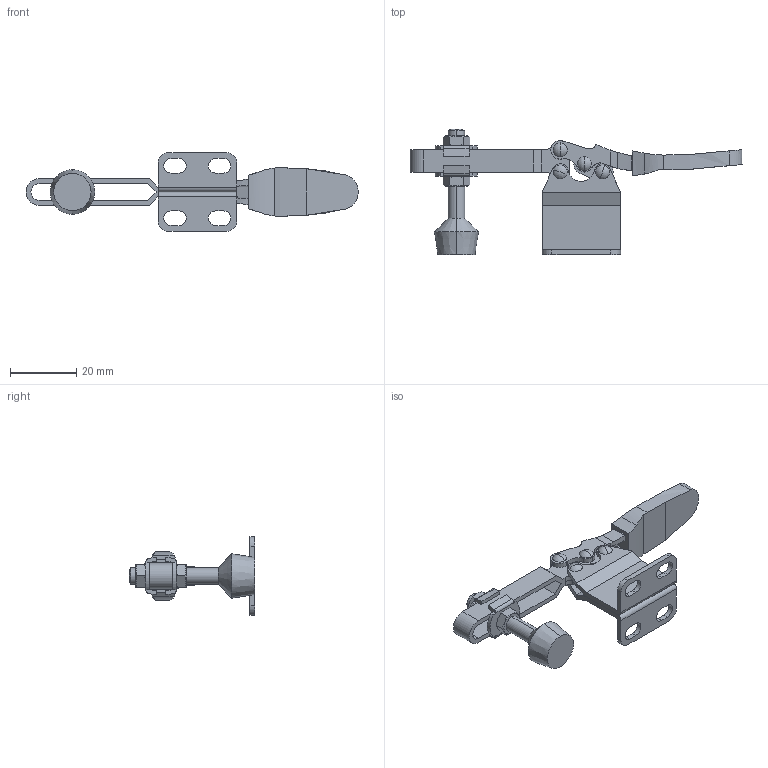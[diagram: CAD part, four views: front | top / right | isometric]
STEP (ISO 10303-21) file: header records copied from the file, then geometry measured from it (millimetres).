
FILE_DESCRIPTION (( 'STEP AP214' ), '1' );
FILE_NAME ('GH-201-H(Â²¤Æ).STEP', '2020-07-16T06:59:53', ( 'LinWei' ), ( '' ), 'SwSTEP 2.0', 'SolidWorks 2016', '' );
FILE_SCHEMA (( 'AUTOMOTIVE_DESIGN' ));
Length unit declared in the file: millimetre
Products named in the file (6): GH-201-H(簡化); 120105-1^GH-201-H(簡化); 101-2.508-1^GH-201-H(簡化); Group5^GH-201-H(簡化); Group3^GH-201-H(簡化); Group1^GH-201-H(簡化)
Assembly tree (5 placements, depth 2):
  GH-201-H(簡化)
    Group1^GH-201-H(簡化)
    Group3^GH-201-H(簡化)
    Group5^GH-201-H(簡化)
    101-2.508-1^GH-201-H(簡化)
    120105-1^GH-201-H(簡化)
Bounding box: 100.58 x 38.01 x 23.8 mm (x, y, z)
Volume: 8295.8 mm3; surface area: 8868.7 mm2
Topology: 6 solids, 6 shells, 272 faces, 713 edges, 470 vertices
Faces by surface type: cylinder 126, plane 121, cone 14, sphere 8, bspline 3
Entity records: 9765 total; most frequent: CARTESIAN_POINT 2126, ORIENTED_EDGE 1426, DIRECTION 1426, EDGE_CURVE 713, AXIS2_PLACEMENT_3D 519, VERTEX_POINT 470, LINE 388, VECTOR 388
